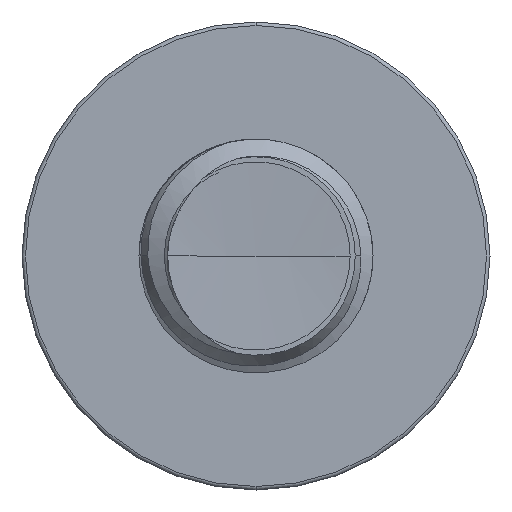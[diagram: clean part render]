
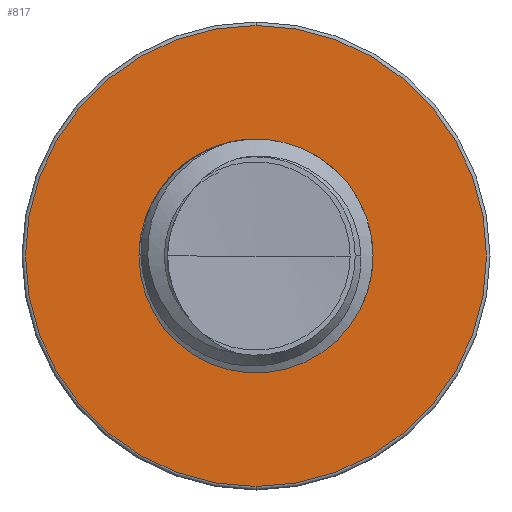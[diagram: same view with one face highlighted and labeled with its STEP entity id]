
A CAD part, front view. The second image highlights one B-rep face of the part: STEP entity #817.
In plain terms, the highlighted planar face has unit normal (0, -1, 0).
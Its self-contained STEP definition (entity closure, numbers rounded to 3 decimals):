
#17 = CARTESIAN_POINT ( 'NONE',  ( 0., 2., -0.969 ) ) ;
#556 = CIRCLE ( 'NONE', #3850, 0.969 ) ;
#817 = ADVANCED_FACE ( 'NONE', ( #4207, #10751 ), #7097, .T. ) ;
#1121 = EDGE_LOOP ( 'NONE', ( #1821, #1369 ) ) ;
#1216 = CIRCLE ( 'NONE', #6531, 0.969 ) ;
#1369 = ORIENTED_EDGE ( 'NONE', *, *, #1552, .F. ) ;
#1552 = EDGE_CURVE ( 'NONE', #10494, #3168, #556, .T. ) ;
#1639 = ORIENTED_EDGE ( 'NONE', *, *, #4419, .T. ) ;
#1821 = ORIENTED_EDGE ( 'NONE', *, *, #2629, .F. ) ;
#2485 = VERTEX_POINT ( 'NONE', #4467 ) ;
#2500 = CARTESIAN_POINT ( 'NONE',  ( 0., 2., 1.97 ) ) ;
#2629 = EDGE_CURVE ( 'NONE', #3168, #10494, #1216, .T. ) ;
#3168 = VERTEX_POINT ( 'NONE', #17 ) ;
#3361 = ORIENTED_EDGE ( 'NONE', *, *, #7873, .T. ) ;
#3594 = DIRECTION ( 'NONE',  ( 0., 0., -1. ) ) ;
#3614 = EDGE_LOOP ( 'NONE', ( #3361, #1639 ) ) ;
#3711 = DIRECTION ( 'NONE',  ( 0., -1., 0. ) ) ;
#3729 = CARTESIAN_POINT ( 'NONE',  ( 0., 2., 0. ) ) ;
#3850 = AXIS2_PLACEMENT_3D ( 'NONE', #9100, #9460, #7936 ) ;
#4207 = FACE_OUTER_BOUND ( 'NONE', #3614, .T. ) ;
#4419 = EDGE_CURVE ( 'NONE', #8893, #2485, #5935, .T. ) ;
#4467 = CARTESIAN_POINT ( 'NONE',  ( 0., 2., -1.97 ) ) ;
#5091 = CARTESIAN_POINT ( 'NONE',  ( 0., 2., 0. ) ) ;
#5173 = AXIS2_PLACEMENT_3D ( 'NONE', #5091, #10749, #5905 ) ;
#5521 = DIRECTION ( 'NONE',  ( 0., 0., -1. ) ) ;
#5527 = DIRECTION ( 'NONE',  ( 0., -1., 0. ) ) ;
#5562 = CARTESIAN_POINT ( 'NONE',  ( 0., 2., 0. ) ) ;
#5905 = DIRECTION ( 'NONE',  ( 0., 0., -1. ) ) ;
#5935 = CIRCLE ( 'NONE', #9958, 1.97 ) ;
#6051 = CIRCLE ( 'NONE', #5173, 1.97 ) ;
#6531 = AXIS2_PLACEMENT_3D ( 'NONE', #3729, #3711, #3594 ) ;
#7053 = DIRECTION ( 'NONE',  ( 0., 0., -1. ) ) ;
#7063 = DIRECTION ( 'NONE',  ( 0., -1., 0. ) ) ;
#7097 = PLANE ( 'NONE',  #9134 ) ;
#7109 = CARTESIAN_POINT ( 'NONE',  ( 0., 2., 0.969 ) ) ;
#7873 = EDGE_CURVE ( 'NONE', #2485, #8893, #6051, .T. ) ;
#7936 = DIRECTION ( 'NONE',  ( 0., 0., -1. ) ) ;
#8893 = VERTEX_POINT ( 'NONE', #2500 ) ;
#9100 = CARTESIAN_POINT ( 'NONE',  ( 0., 2., 0. ) ) ;
#9134 = AXIS2_PLACEMENT_3D ( 'NONE', #7109, #7063, #7053 ) ;
#9460 = DIRECTION ( 'NONE',  ( 0., -1., 0. ) ) ;
#9958 = AXIS2_PLACEMENT_3D ( 'NONE', #5562, #5527, #5521 ) ;
#10494 = VERTEX_POINT ( 'NONE', #10628 ) ;
#10628 = CARTESIAN_POINT ( 'NONE',  ( 0., 2., 0.969 ) ) ;
#10749 = DIRECTION ( 'NONE',  ( 0., -1., 0. ) ) ;
#10751 = FACE_BOUND ( 'NONE', #1121, .T. ) ;
